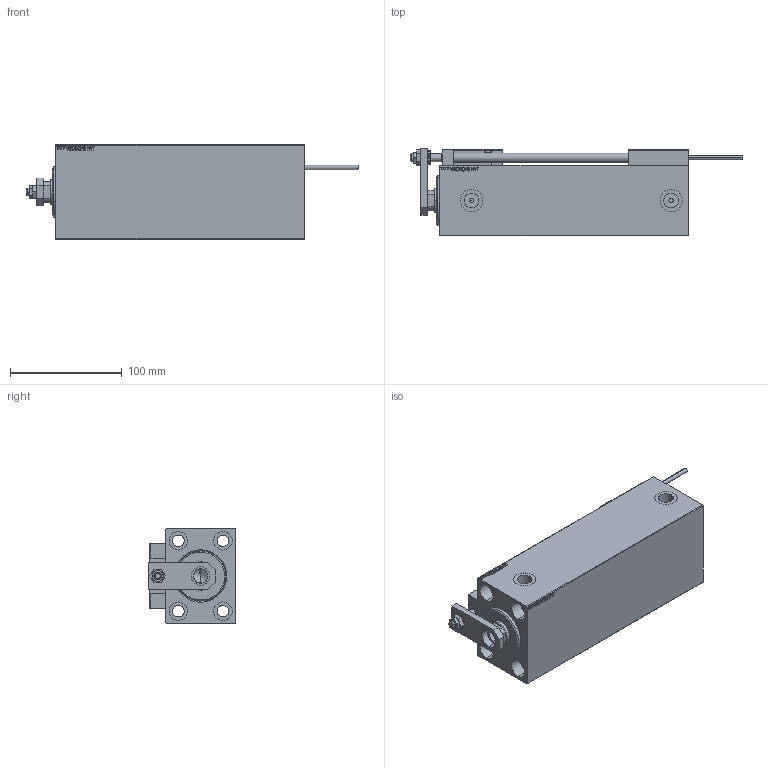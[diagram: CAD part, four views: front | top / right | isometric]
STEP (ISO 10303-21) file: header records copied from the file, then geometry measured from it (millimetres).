
FILE_DESCRIPTION (( 'STEP AP203' ), '1' );
FILE_NAME ('e639.STEP', '2021-03-19T00:24:03', ( '' ), ( '' ), 'SwSTEP 2.0', 'SolidWorks 2019', '' );
FILE_SCHEMA (( 'CONFIG_CONTROL_DESIGN' ));
Length unit declared in the file: millimetre
Products named in the file (16): V450CM_C fb042bde4a9a7013ec2de01b38d5ff9d; ALLEN BOLT D5 fb042bde4a9a7013ec2de01b38d5ff9d; ZARAZKA fb042bde4a9a7013ec2de01b38d5ff9d; MAGNET fb042bde4a9a7013ec2de01b38d5ff9d; ALLEN BOLT D8 fb042bde4a9a7013ec2de01b38d5ff9d; e639; SWITCH X fb042bde4a9a7013ec2de01b38d5ff9d; NUT_D12 fb042bde4a9a7013ec2de01b38d5ff9d; KONCOVKA fb042bde4a9a7013ec2de01b38d5ff9d; TYC_L79 fb042bde4a9a7013ec2de01b38d5ff9d; V450CM_VC_B fb042bde4a9a7013ec2de01b38d5ff9d; NUT_D10 fb042bde4a9a7013ec2de01b38d5ff9d; V450CM_C_VCP fb042bde4a9a7013ec2de01b38d5ff9d; SWITCH_X_FRONT_BACK fb042bde4a9a7013ec2de01b38d5ff9d; Block fb042bde4a9a7013ec2de01b38d5ff9d; SWITCH DIM B,W fb042bde4a9a7013ec2de01b38d5ff9d
Assembly tree (25 placements, depth 3):
  e639
    V450CM_C fb042bde4a9a7013ec2de01b38d5ff9d
    SWITCH X fb042bde4a9a7013ec2de01b38d5ff9d
      SWITCH_X_FRONT_BACK fb042bde4a9a7013ec2de01b38d5ff9d  x2
      TYC_L79 fb042bde4a9a7013ec2de01b38d5ff9d
      Block fb042bde4a9a7013ec2de01b38d5ff9d  x2
      ALLEN BOLT D5 fb042bde4a9a7013ec2de01b38d5ff9d  x4
      ALLEN BOLT D8 fb042bde4a9a7013ec2de01b38d5ff9d  x4
      MAGNET fb042bde4a9a7013ec2de01b38d5ff9d  x2
      KONCOVKA fb042bde4a9a7013ec2de01b38d5ff9d  x2
    NUT_D12 fb042bde4a9a7013ec2de01b38d5ff9d
    SWITCH DIM B,W fb042bde4a9a7013ec2de01b38d5ff9d
    ZARAZKA fb042bde4a9a7013ec2de01b38d5ff9d
    NUT_D10 fb042bde4a9a7013ec2de01b38d5ff9d
    V450CM_C_VCP fb042bde4a9a7013ec2de01b38d5ff9d
    V450CM_VC_B fb042bde4a9a7013ec2de01b38d5ff9d
Bounding box: 297.7 x 78.5 x 85 mm (x, y, z)
Volume: 1152861.3 mm3; surface area: 159361.7 mm2
Topology: 24 solids, 24 shells, 1300 faces, 3107 edges, 1986 vertices
Faces by surface type: plane 569, bspline 380, cylinder 190, cone 113, torus 44, sphere 4
Entity records: 50890 total; most frequent: CARTESIAN_POINT 26133, ORIENTED_EDGE 5234, DIRECTION 3538, EDGE_CURVE 2617, VERTEX_POINT 1710, LINE 1500, VECTOR 1500, EDGE_LOOP 1213
